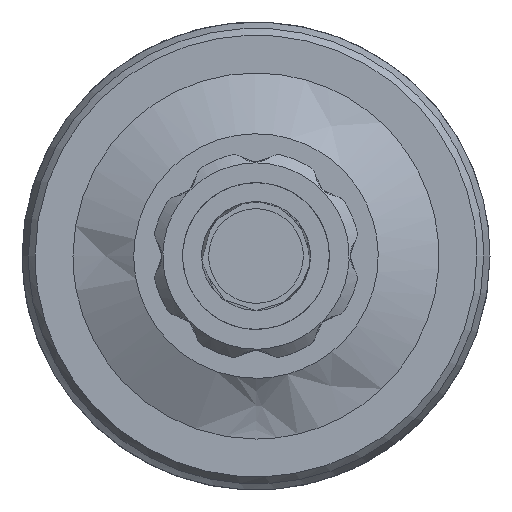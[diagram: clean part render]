
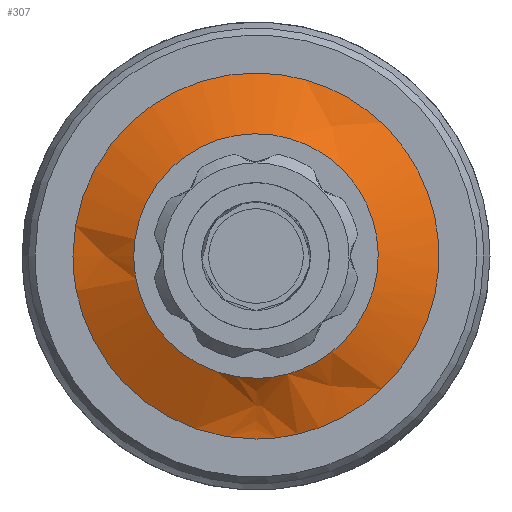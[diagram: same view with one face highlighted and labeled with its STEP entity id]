
A CAD part, front view. The second image highlights one B-rep face of the part: STEP entity #307.
In plain terms, the highlighted free-form (B-spline) face has degree [2, 2] with [9, 3] control points.
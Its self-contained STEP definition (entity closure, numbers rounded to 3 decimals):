
#281 = EDGE_CURVE('',#282,#284,#286,.T.);
#282 = VERTEX_POINT('',#283);
#283 = CARTESIAN_POINT('',(-38.36,33.319,0.));
#284 = VERTEX_POINT('',#285);
#285 = CARTESIAN_POINT('',(0.,33.319,
    -38.36));
#286 = ( BOUNDED_CURVE() B_SPLINE_CURVE(2,(#287,#288,#289,#290,#291),
.UNSPECIFIED.,.F.,.F.) B_SPLINE_CURVE_WITH_KNOTS((3,2,3),(0.,
2.356,4.712),.PIECEWISE_BEZIER_KNOTS.) CURVE() 
GEOMETRIC_REPRESENTATION_ITEM() RATIONAL_B_SPLINE_CURVE((1.,
0.383,1.,0.383,1.)) REPRESENTATION_ITEM('') );
#287 = CARTESIAN_POINT('',(-38.36,33.319,0.));
#288 = CARTESIAN_POINT('',(-38.36,33.319,
    92.609));
#289 = CARTESIAN_POINT('',(27.125,33.319,
    27.125));
#290 = CARTESIAN_POINT('',(92.609,33.319,
    -38.36));
#291 = CARTESIAN_POINT('',(0.,33.319,
    -38.36));
#293 = EDGE_CURVE('',#284,#282,#294,.T.);
#294 = ( BOUNDED_CURVE() B_SPLINE_CURVE(2,(#295,#296,#297),
.UNSPECIFIED.,.F.,.F.) B_SPLINE_CURVE_WITH_KNOTS((3,3),(0.,
1.571),.PIECEWISE_BEZIER_KNOTS.) CURVE() 
GEOMETRIC_REPRESENTATION_ITEM() RATIONAL_B_SPLINE_CURVE((1.,
0.707,1.)) REPRESENTATION_ITEM('') );
#295 = CARTESIAN_POINT('',(0.,33.319,
    -38.36));
#296 = CARTESIAN_POINT('',(-38.36,33.319,
    -38.36));
#297 = CARTESIAN_POINT('',(-38.36,33.319,
    0.));
#307 = ADVANCED_FACE('',(#308),#337,.F.);
#308 = FACE_BOUND('',#309,.F.);
#309 = EDGE_LOOP('',(#310,#311,#319,#327,#335,#336));
#310 = ORIENTED_EDGE('',*,*,#293,.F.);
#311 = ORIENTED_EDGE('',*,*,#312,.T.);
#312 = EDGE_CURVE('',#284,#313,#315,.T.);
#313 = VERTEX_POINT('',#314);
#314 = CARTESIAN_POINT('',(0.,41.627,
    -57.443));
#315 = ( BOUNDED_CURVE() B_SPLINE_CURVE(2,(#316,#317,#318),
.UNSPECIFIED.,.F.,.F.) B_SPLINE_CURVE_WITH_KNOTS((3,3),(0.,
0.688),.PIECEWISE_BEZIER_KNOTS.) CURVE() 
GEOMETRIC_REPRESENTATION_ITEM() RATIONAL_B_SPLINE_CURVE((1.,
0.941,1.)) REPRESENTATION_ITEM('') );
#316 = CARTESIAN_POINT('',(0.,33.319,
    -38.36));
#317 = CARTESIAN_POINT('',(0.,40.893,
    -46.413));
#318 = CARTESIAN_POINT('',(0.,41.627,
    -57.443));
#319 = ORIENTED_EDGE('',*,*,#320,.T.);
#320 = EDGE_CURVE('',#313,#321,#323,.T.);
#321 = VERTEX_POINT('',#322);
#322 = CARTESIAN_POINT('',(-57.443,41.627,0.));
#323 = ( BOUNDED_CURVE() B_SPLINE_CURVE(2,(#324,#325,#326),
.UNSPECIFIED.,.F.,.F.) B_SPLINE_CURVE_WITH_KNOTS((3,3),(0.,
1.571),.PIECEWISE_BEZIER_KNOTS.) CURVE() 
GEOMETRIC_REPRESENTATION_ITEM() RATIONAL_B_SPLINE_CURVE((1.,
0.707,1.)) REPRESENTATION_ITEM('') );
#324 = CARTESIAN_POINT('',(0.,41.627,
    -57.443));
#325 = CARTESIAN_POINT('',(-57.443,41.627,
    -57.443));
#326 = CARTESIAN_POINT('',(-57.443,41.627,
    0.));
#327 = ORIENTED_EDGE('',*,*,#328,.T.);
#328 = EDGE_CURVE('',#321,#313,#329,.T.);
#329 = ( BOUNDED_CURVE() B_SPLINE_CURVE(2,(#330,#331,#332,#333,#334),
.UNSPECIFIED.,.F.,.F.) B_SPLINE_CURVE_WITH_KNOTS((3,2,3),(0.,
2.356,4.712),.PIECEWISE_BEZIER_KNOTS.) CURVE() 
GEOMETRIC_REPRESENTATION_ITEM() RATIONAL_B_SPLINE_CURVE((1.,
0.383,1.,0.383,1.)) REPRESENTATION_ITEM('') );
#330 = CARTESIAN_POINT('',(-57.443,41.627,
    0.));
#331 = CARTESIAN_POINT('',(-57.443,41.627,
    138.681));
#332 = CARTESIAN_POINT('',(40.619,41.627,
    40.619));
#333 = CARTESIAN_POINT('',(138.681,41.627,
    -57.443));
#334 = CARTESIAN_POINT('',(0.,41.627,
    -57.443));
#335 = ORIENTED_EDGE('',*,*,#312,.F.);
#336 = ORIENTED_EDGE('',*,*,#281,.F.);
#337 = ( BOUNDED_SURFACE() B_SPLINE_SURFACE(2,2,(
    (#338,#339,#340)
    ,(#341,#342,#343)
    ,(#344,#345,#346)
    ,(#347,#348,#349)
    ,(#350,#351,#352)
    ,(#353,#354,#355)
    ,(#356,#357,#358)
    ,(#359,#360,#361)
    ,(#362,#363,#364
)),.UNSPECIFIED.,.T.,.F.,.F.) B_SPLINE_SURFACE_WITH_KNOTS((3,2,2,2,3),(3
    ,3),(-1.571,0.,2.094,
    4.189,4.712),(1.637,2.326),
.UNSPECIFIED.) GEOMETRIC_REPRESENTATION_ITEM() RATIONAL_B_SPLINE_SURFACE
((
    (0.813,0.765,0.813)
    ,(0.625,0.588,0.625)
    ,(1.,0.941,1.)
    ,(0.5,0.471,0.5)
    ,(1.,0.941,1.)
    ,(0.5,0.471,0.5)
    ,(1.,0.941,1.)
    ,(0.875,0.824,0.875)
,(0.813,0.765,0.813))) REPRESENTATION_ITEM('') SURFACE() );
#338 = CARTESIAN_POINT('',(2.209,41.627,-57.401)
  );
#339 = CARTESIAN_POINT('',(1.785,40.893,
    -46.379));
#340 = CARTESIAN_POINT('',(1.475,33.319,
    -38.332));
#341 = CARTESIAN_POINT('',(-57.443,41.627,
    -59.697));
#342 = CARTESIAN_POINT('',(-46.413,40.893,
    -48.234));
#343 = CARTESIAN_POINT('',(-38.36,33.319,
    -39.865));
#344 = CARTESIAN_POINT('',(-57.443,41.627,0.));
#345 = CARTESIAN_POINT('',(-46.413,40.893,0.));
#346 = CARTESIAN_POINT('',(-38.36,33.319,0.));
#347 = CARTESIAN_POINT('',(-57.443,41.627,
    99.495));
#348 = CARTESIAN_POINT('',(-46.413,40.893,
    80.389));
#349 = CARTESIAN_POINT('',(-38.36,33.319,
    66.442));
#350 = CARTESIAN_POINT('',(28.722,41.627,
    49.747));
#351 = CARTESIAN_POINT('',(23.206,40.893,
    40.195));
#352 = CARTESIAN_POINT('',(19.18,33.319,
    33.221));
#353 = CARTESIAN_POINT('',(114.887,41.627,
    0.));
#354 = CARTESIAN_POINT('',(92.826,40.893,
    0.));
#355 = CARTESIAN_POINT('',(76.72,33.319,
    0.));
#356 = CARTESIAN_POINT('',(28.722,41.627,
    -49.747));
#357 = CARTESIAN_POINT('',(23.206,40.893,
    -40.195));
#358 = CARTESIAN_POINT('',(19.18,33.319,
    -33.221));
#359 = CARTESIAN_POINT('',(16.412,41.627,
    -56.854));
#360 = CARTESIAN_POINT('',(13.261,40.893,
    -45.937));
#361 = CARTESIAN_POINT('',(10.96,33.319,
    -37.967));
#362 = CARTESIAN_POINT('',(2.209,41.627,-57.401)
  );
#363 = CARTESIAN_POINT('',(1.785,40.893,
    -46.379));
#364 = CARTESIAN_POINT('',(1.475,33.319,
    -38.332));
